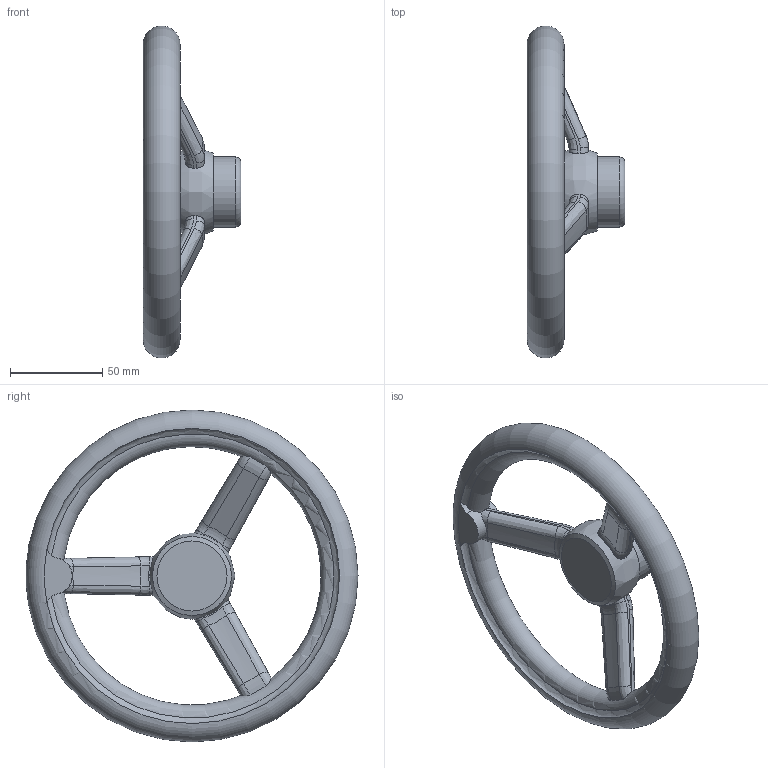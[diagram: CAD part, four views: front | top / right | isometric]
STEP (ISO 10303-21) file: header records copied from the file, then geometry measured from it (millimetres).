
FILE_DESCRIPTION(/* description */ (''),/* implementation_level */ '2;1');
FILE_NAME(/* name */ 'PN180',/* time_stamp */ '2012-11-23T17:32:59+08:00',/* author */ (''),/* organization */ (''),/* preprocessor_version */ 'ST-DEVELOPER v9',/* originating_system */ 'UGS - NX 4.0',/* authorisation */ '');
FILE_SCHEMA (('CONFIG_CONTROL_DESIGN'));
Length unit declared in the file: millimetre
Products named in the file (1): Admi5B4Exp6t
Bounding box: 53 x 179.96 x 179.96 mm (x, y, z)
Volume: 221340.5 mm3; surface area: 45977.6 mm2
Topology: 1 solids, 1 shells, 88 faces, 221 edges, 135 vertices
Faces by surface type: bspline 31, cylinder 19, plane 17, torus 14, cone 7
Full cylindrical faces by diameter (mm): 38 x1
Entity records: 3207 total; most frequent: CARTESIAN_POINT 1338, ORIENTED_EDGE 426, DIRECTION 290, EDGE_CURVE 213, VERTEX_POINT 133, AXIS2_PLACEMENT_3D 131, B_SPLINE_CURVE_WITH_KNOTS 112, EDGE_LOOP 100
